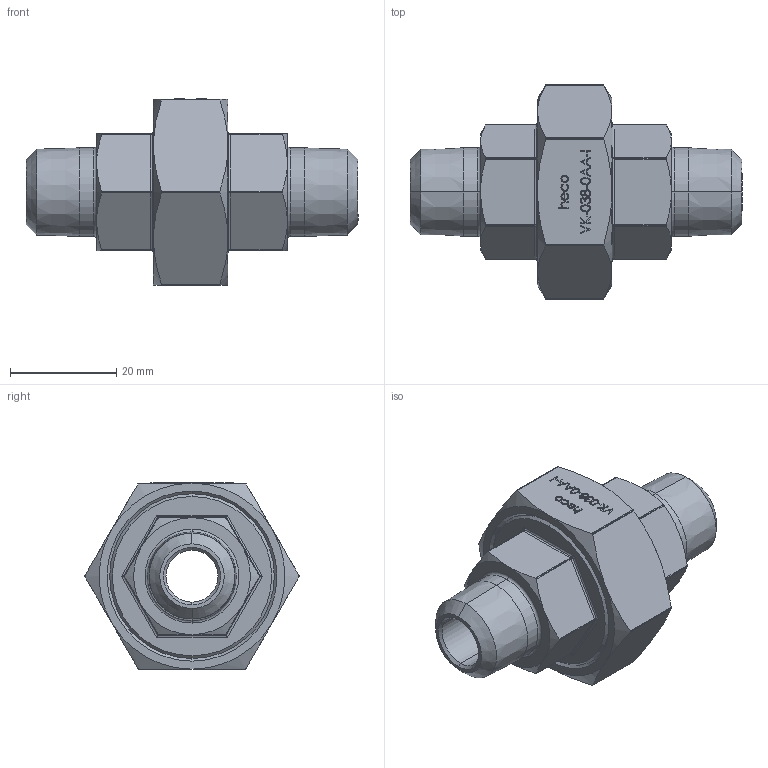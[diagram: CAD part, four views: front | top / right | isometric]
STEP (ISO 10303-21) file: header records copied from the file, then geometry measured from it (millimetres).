
FILE_DESCRIPTION (( 'STEP AP214' ), '1' );
FILE_NAME ('heco_VK-038-0AA-I.STEP', '2016-09-21T07:27:13', ( '' ), ( '' ), 'SwSTEP 2.0', 'SolidWorks 2016', '' );
FILE_SCHEMA (( 'AUTOMOTIVE_DESIGN' ));
Length unit declared in the file: millimetre
Products named in the file (1): heco_VK-038-0AA-I
Bounding box: 62.5 x 40.32 x 35.05 mm (x, y, z)
Volume: 22418.5 mm3; surface area: 8846.5 mm2
Topology: 1 solids, 1 shells, 346 faces, 862 edges, 538 vertices
Faces by surface type: plane 124, bspline 96, cylinder 76, cone 44, torus 6
Entity records: 17027 total; most frequent: CARTESIAN_POINT 7875, ORIENTED_EDGE 1700, DIRECTION 1104, EDGE_CURVE 850, VERTEX_POINT 538, VECTOR 426, LINE 426, EDGE_LOOP 380
